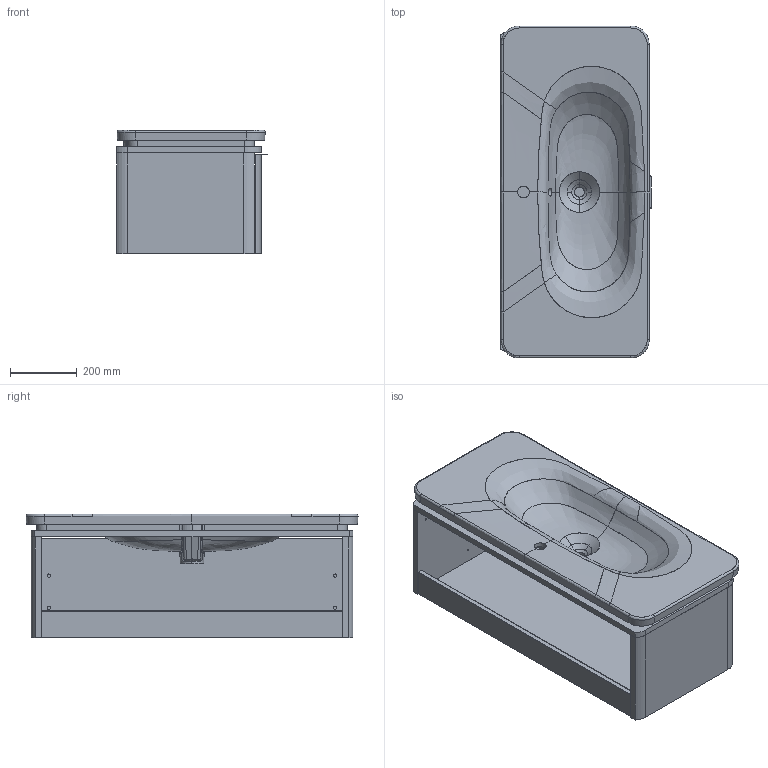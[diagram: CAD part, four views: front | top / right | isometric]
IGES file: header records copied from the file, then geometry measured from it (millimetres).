
Global section: file name: 80H56140.igs; native system: NX V7.5; preprocessor: SIEMENS PLM Software NX 7.5; date: 20121116.095217; units: millimetre
Bounding box: 450.03 x 993.3 x 370 mm (x, y, z)
Surface area: 5028243.1 mm2 (no closed solid volume)
Topology: 0 solids, 8 shells, 867 faces, 6789 edges, 6787 vertices
Faces by surface type: bspline 843, offset 24
